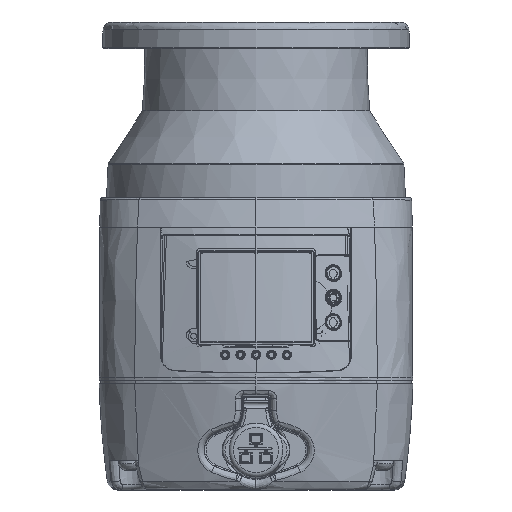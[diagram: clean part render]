
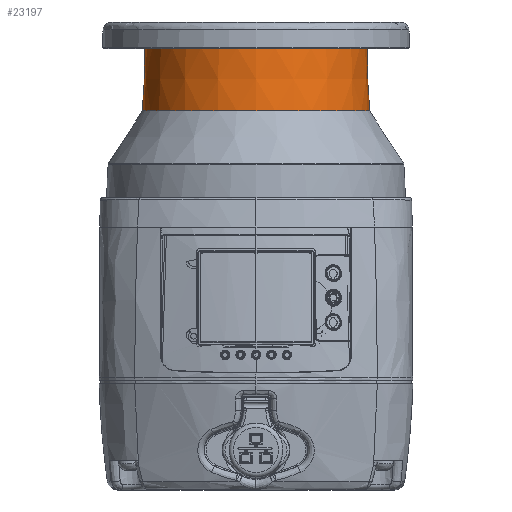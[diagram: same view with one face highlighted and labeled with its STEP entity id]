
A CAD part, left-side view. The second image highlights one B-rep face of the part: STEP entity #23197.
In plain terms, the highlighted conical face has half-angle 2 degrees and reference radius 36.231 mm.
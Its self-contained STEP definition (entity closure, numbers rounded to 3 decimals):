
#319=CONICAL_SURFACE('',#25166,36.231,0.035);
#887=B_SPLINE_CURVE_WITH_KNOTS('',3,(#51300,#51301,#51302,#51303),
 .UNSPECIFIED.,.F.,.F.,(4,4),(0.,0.945),.UNSPECIFIED.);
#890=B_SPLINE_CURVE_WITH_KNOTS('',3,(#51326,#51327,#51328,#51329),
 .UNSPECIFIED.,.F.,.F.,(4,4),(0.055,1.),.UNSPECIFIED.);
#6394=FACE_OUTER_BOUND('',#7817,.T.);
#7817=EDGE_LOOP('',(#17435,#17436,#17437,#17438));
#9518=CIRCLE('',#25138,36.273);
#9526=CIRCLE('',#25167,36.99);
#11038=VERTEX_POINT('',#51208);
#11039=VERTEX_POINT('',#51210);
#11064=VERTEX_POINT('',#51299);
#11067=VERTEX_POINT('',#51322);
#13420=EDGE_CURVE('',#11039,#11038,#9518,.T.);
#13457=EDGE_CURVE('',#11064,#11038,#887,.T.);
#13462=EDGE_CURVE('',#11039,#11067,#890,.T.);
#13463=EDGE_CURVE('',#11064,#11067,#9526,.T.);
#17435=ORIENTED_EDGE('',*,*,#13420,.F.);
#17436=ORIENTED_EDGE('',*,*,#13462,.T.);
#17437=ORIENTED_EDGE('',*,*,#13463,.F.);
#17438=ORIENTED_EDGE('',*,*,#13457,.T.);
#23197=ADVANCED_FACE('',(#6394),#319,.T.);
#25138=AXIS2_PLACEMENT_3D('',#51212,#28488,#28489);
#25166=AXIS2_PLACEMENT_3D('',#51330,#28568,#28569);
#25167=AXIS2_PLACEMENT_3D('',#51331,#28570,#28571);
#28488=DIRECTION('center_axis',(0.,0.,1.));
#28489=DIRECTION('ref_axis',(1.,0.,0.));
#28568=DIRECTION('center_axis',(0.,0.,-1.));
#28569=DIRECTION('ref_axis',(-1.,0.,0.));
#28570=DIRECTION('center_axis',(0.,0.,-1.));
#28571=DIRECTION('ref_axis',(-1.,0.,0.));
#51208=CARTESIAN_POINT('',(-40.836,-95.842,75.384));
#51210=CARTESIAN_POINT('',(-40.836,-66.6,75.384));
#51212=CARTESIAN_POINT('Origin',(-74.031,-81.221,75.384));
#51299=CARTESIAN_POINT('',(-40.371,-96.559,54.854));
#51300=CARTESIAN_POINT('Ctrl Pts',(-40.371,-96.559,
54.854));
#51301=CARTESIAN_POINT('Ctrl Pts',(-40.525,-96.32,
61.697));
#51302=CARTESIAN_POINT('Ctrl Pts',(-40.68,-96.081,
68.541));
#51303=CARTESIAN_POINT('Ctrl Pts',(-40.836,-95.842,
75.384));
#51322=CARTESIAN_POINT('',(-40.371,-65.883,54.854));
#51326=CARTESIAN_POINT('Ctrl Pts',(-40.836,-66.6,75.384));
#51327=CARTESIAN_POINT('Ctrl Pts',(-40.68,-66.361,
68.541));
#51328=CARTESIAN_POINT('Ctrl Pts',(-40.525,-66.122,
61.697));
#51329=CARTESIAN_POINT('Ctrl Pts',(-40.371,-65.883,
54.854));
#51330=CARTESIAN_POINT('Origin',(-74.031,-81.221,76.584));
#51331=CARTESIAN_POINT('Origin',(-74.031,-81.221,54.854));
